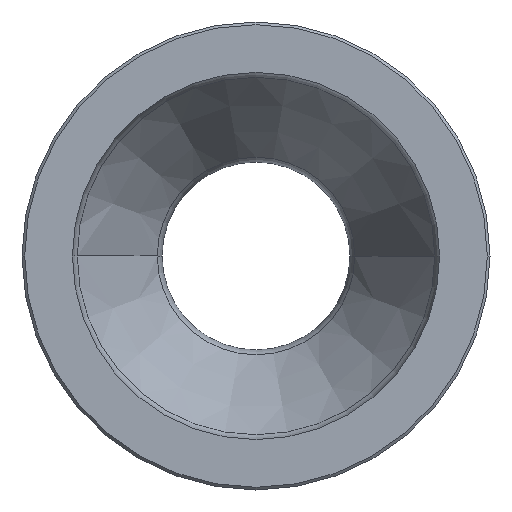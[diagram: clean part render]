
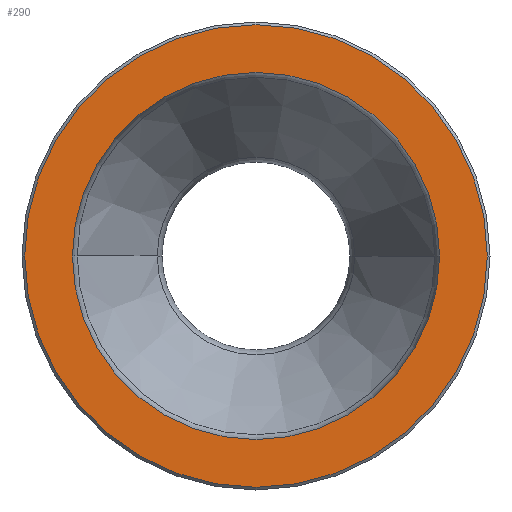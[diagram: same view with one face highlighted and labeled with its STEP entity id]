
A CAD part, left-side view. The second image highlights one B-rep face of the part: STEP entity #290.
In plain terms, the highlighted planar face has unit normal (-1, 0, 0).
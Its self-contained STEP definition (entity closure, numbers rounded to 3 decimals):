
#21 = DIRECTION ( 'NONE',  ( 0., -1., 0. ) ) ;
#34 = DIRECTION ( 'NONE',  ( -1., 0., 0. ) ) ;
#36 = CARTESIAN_POINT ( 'NONE',  ( 0., 0., 0. ) ) ;
#58 = CIRCLE ( 'NONE', #1196, 64.25 ) ;
#63 = CARTESIAN_POINT ( 'NONE',  ( 0., 0., 0. ) ) ;
#90 = DIRECTION ( 'NONE',  ( 0., -1., 0. ) ) ;
#102 = DIRECTION ( 'NONE',  ( -1., 0., 0. ) ) ;
#158 = DIRECTION ( 'NONE',  ( 0., 1., 0. ) ) ;
#162 = DIRECTION ( 'NONE',  ( 1., 0., 0. ) ) ;
#174 = DIRECTION ( 'NONE',  ( 0., -1., 0. ) ) ;
#175 = PLANE ( 'NONE',  #618 ) ;
#176 = DIRECTION ( 'NONE',  ( -1., 0., 0. ) ) ;
#179 = CARTESIAN_POINT ( 'NONE',  ( 0., 0., 0. ) ) ;
#194 = CARTESIAN_POINT ( 'NONE',  ( 0., -64.25, 0. ) ) ;
#205 = VERTEX_POINT ( 'NONE', #234 ) ;
#223 = CARTESIAN_POINT ( 'NONE',  ( 0., 64.25, 0. ) ) ;
#234 = CARTESIAN_POINT ( 'NONE',  ( 0., 51., 0. ) ) ;
#239 = EDGE_CURVE ( 'NONE', #917, #900, #1168, .T. ) ;
#278 = CARTESIAN_POINT ( 'NONE',  ( 0., 64.25, 0. ) ) ;
#290 = ADVANCED_FACE ( 'NONE', ( #764, #1043 ), #175, .F. ) ;
#331 = DIRECTION ( 'NONE',  ( 0., -1., 0. ) ) ;
#335 = DIRECTION ( 'NONE',  ( -1., 0., 0. ) ) ;
#342 = CARTESIAN_POINT ( 'NONE',  ( 0., 0., 0. ) ) ;
#355 = CARTESIAN_POINT ( 'NONE',  ( 0., -51., 0. ) ) ;
#425 = EDGE_LOOP ( 'NONE', ( #992, #656 ) ) ;
#451 = EDGE_LOOP ( 'NONE', ( #994, #1002 ) ) ;
#530 = VERTEX_POINT ( 'NONE', #355 ) ;
#579 = EDGE_CURVE ( 'NONE', #900, #917, #58, .T. ) ;
#618 = AXIS2_PLACEMENT_3D ( 'NONE', #278, #162, #158 ) ;
#637 = AXIS2_PLACEMENT_3D ( 'NONE', #179, #176, #174 ) ;
#641 = CIRCLE ( 'NONE', #908, 51. ) ;
#656 = ORIENTED_EDGE ( 'NONE', *, *, #997, .F. ) ;
#764 = FACE_BOUND ( 'NONE', #425, .T. ) ;
#873 = CIRCLE ( 'NONE', #637, 51. ) ;
#900 = VERTEX_POINT ( 'NONE', #223 ) ;
#908 = AXIS2_PLACEMENT_3D ( 'NONE', #36, #34, #21 ) ;
#917 = VERTEX_POINT ( 'NONE', #194 ) ;
#921 = EDGE_CURVE ( 'NONE', #530, #205, #873, .T. ) ;
#992 = ORIENTED_EDGE ( 'NONE', *, *, #921, .F. ) ;
#994 = ORIENTED_EDGE ( 'NONE', *, *, #579, .T. ) ;
#997 = EDGE_CURVE ( 'NONE', #205, #530, #641, .T. ) ;
#1002 = ORIENTED_EDGE ( 'NONE', *, *, #239, .T. ) ;
#1043 = FACE_OUTER_BOUND ( 'NONE', #451, .T. ) ;
#1168 = CIRCLE ( 'NONE', #1185, 64.25 ) ;
#1185 = AXIS2_PLACEMENT_3D ( 'NONE', #342, #335, #331 ) ;
#1196 = AXIS2_PLACEMENT_3D ( 'NONE', #63, #102, #90 ) ;
